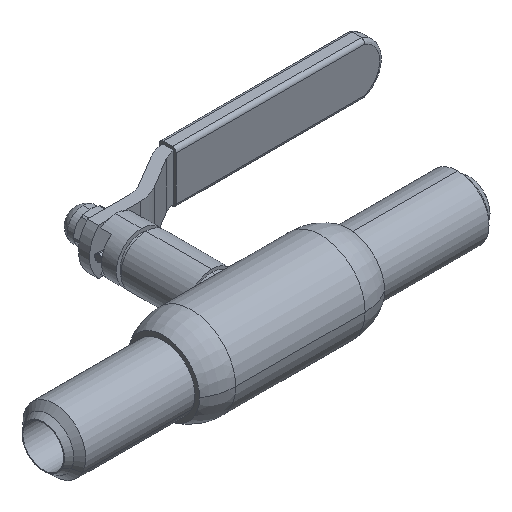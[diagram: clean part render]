
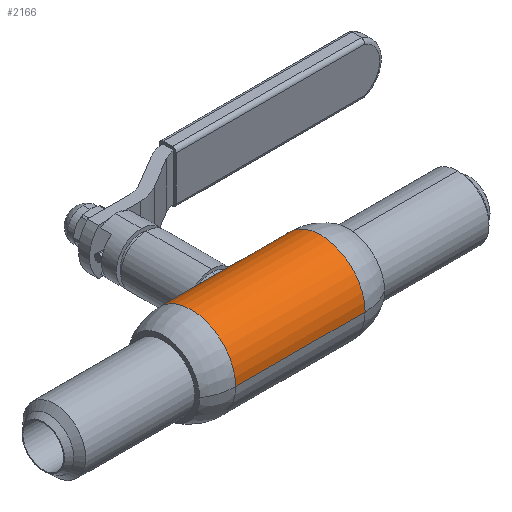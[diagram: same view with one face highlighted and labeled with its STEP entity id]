
A CAD part, isometric view. The second image highlights one B-rep face of the part: STEP entity #2166.
In plain terms, the highlighted cylindrical face has radius 24 mm (diameter 48 mm), a partial arc.
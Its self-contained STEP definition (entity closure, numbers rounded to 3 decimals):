
#41 = EDGE_CURVE ( 'NONE', #5517, #931, #6548, .T. ) ;
#137 = DIRECTION ( 'NONE',  ( -1., 0., 0. ) ) ;
#256 = EDGE_CURVE ( 'NONE', #2138, #6463, #8970, .T. ) ;
#411 = CARTESIAN_POINT ( 'NONE',  ( 0., 20.785, 12. ) ) ;
#491 = CARTESIAN_POINT ( 'NONE',  ( 3.16, 21.009, 11.604 ) ) ;
#496 = FACE_OUTER_BOUND ( 'NONE', #5030, .T. ) ;
#604 = LINE ( 'NONE', #4202, #7828 ) ;
#611 = EDGE_CURVE ( 'NONE', #2138, #931, #5773, .T. ) ;
#663 = VERTEX_POINT ( 'NONE', #2237 ) ;
#682 = CARTESIAN_POINT ( 'NONE',  ( 11.98, 23.99, 0.794 ) ) ;
#931 = VERTEX_POINT ( 'NONE', #950 ) ;
#950 = CARTESIAN_POINT ( 'NONE',  ( -35., 24., 0. ) ) ;
#1054 = CARTESIAN_POINT ( 'NONE',  ( -7.328, 22.03, 9.534 ) ) ;
#1101 = ORIENTED_EDGE ( 'NONE', *, *, #7101, .F. ) ;
#1157 = CARTESIAN_POINT ( 'NONE',  ( -9.002, 22.649, 7.945 ) ) ;
#1198 = LINE ( 'NONE', #6231, #7269 ) ;
#1221 = DIRECTION ( 'NONE',  ( -1., 0., 0. ) ) ;
#1229 = ORIENTED_EDGE ( 'NONE', *, *, #3883, .T. ) ;
#1248 = EDGE_CURVE ( 'NONE', #6463, #5133, #7370, .T. ) ;
#1308 = CARTESIAN_POINT ( 'NONE',  ( 0.397, 20.785, 12. ) ) ;
#1350 = CARTESIAN_POINT ( 'NONE',  ( 9.033, 22.657, 7.937 ) ) ;
#1399 = CARTESIAN_POINT ( 'NONE',  ( 10.378, 23.231, 6.037 ) ) ;
#1447 = CARTESIAN_POINT ( 'NONE',  ( 0., 20.785, 12. ) ) ;
#1626 = CARTESIAN_POINT ( 'NONE',  ( -11.84, 23.92, 1.995 ) ) ;
#1801 = CARTESIAN_POINT ( 'NONE',  ( -6.021, 21.637, 10.387 ) ) ;
#1902 = CARTESIAN_POINT ( 'NONE',  ( -9.497, 22.851, 7.345 ) ) ;
#2011 = CARTESIAN_POINT ( 'NONE',  ( 12., 24., 0.397 ) ) ;
#2099 = CARTESIAN_POINT ( 'NONE',  ( -35., 0., 0. ) ) ;
#2101 = CARTESIAN_POINT ( 'NONE',  ( 7.928, 22.244, 9.016 ) ) ;
#2125 = EDGE_CURVE ( 'NONE', #663, #4678, #2767, .T. ) ;
#2138 = VERTEX_POINT ( 'NONE', #7670 ) ;
#2166 = ADVANCED_FACE ( 'NONE', ( #496 ), #3385, .T. ) ;
#2237 = CARTESIAN_POINT ( 'NONE',  ( 35., -24., 0. ) ) ;
#2285 = CARTESIAN_POINT ( 'NONE',  ( -10.755, 23.401, 5.38 ) ) ;
#2289 = CARTESIAN_POINT ( 'NONE',  ( 12., 24., 0. ) ) ;
#2420 = CARTESIAN_POINT ( 'NONE',  ( -11.584, 23.795, 3.155 ) ) ;
#2626 = DIRECTION ( 'NONE',  ( 0., -1., 0. ) ) ;
#2651 = CARTESIAN_POINT ( 'NONE',  ( -2.76, 20.963, 11.685 ) ) ;
#2667 = DIRECTION ( 'NONE',  ( 0., -1., 0. ) ) ;
#2767 = CIRCLE ( 'NONE', #8043, 24. ) ;
#2811 = CARTESIAN_POINT ( 'NONE',  ( 0.796, 20.796, 11.98 ) ) ;
#2989 = CARTESIAN_POINT ( 'NONE',  ( -12., 24., 0. ) ) ;
#3225 = CARTESIAN_POINT ( 'NONE',  ( -7.923, 22.238, 9.045 ) ) ;
#3362 = CARTESIAN_POINT ( 'NONE',  ( -3.148, 21.018, 11.586 ) ) ;
#3378 = CARTESIAN_POINT ( 'NONE',  ( 3.912, 21.138, 11.372 ) ) ;
#3385 = CYLINDRICAL_SURFACE ( 'NONE', #4579, 24. ) ;
#3608 = ORIENTED_EDGE ( 'NONE', *, *, #41, .F. ) ;
#3883 = EDGE_CURVE ( 'NONE', #4678, #5133, #604, .T. ) ;
#3929 = CARTESIAN_POINT ( 'NONE',  ( -3.902, 21.144, 11.355 ) ) ;
#3982 = CARTESIAN_POINT ( 'NONE',  ( -1.585, 20.83, 11.922 ) ) ;
#4068 = DIRECTION ( 'NONE',  ( -1., 0., 0. ) ) ;
#4202 = CARTESIAN_POINT ( 'NONE',  ( 0., 24., 0. ) ) ;
#4221 = CARTESIAN_POINT ( 'NONE',  ( 10.75, 23.399, 5.348 ) ) ;
#4320 = CARTESIAN_POINT ( 'NONE',  ( 1.597, 20.842, 11.9 ) ) ;
#4342 = DIRECTION ( 'NONE',  ( -1., 0., 0. ) ) ;
#4579 = AXIS2_PLACEMENT_3D ( 'NONE', #6256, #9135, #2667 ) ;
#4678 = VERTEX_POINT ( 'NONE', #6974 ) ;
#4734 = CARTESIAN_POINT ( 'NONE',  ( -5.337, 21.456, 10.755 ) ) ;
#4783 = CARTESIAN_POINT ( 'NONE',  ( -6.356, 21.733, 10.186 ) ) ;
#4841 = CARTESIAN_POINT ( 'NONE',  ( 6.054, 21.64, 10.39 ) ) ;
#4982 = DIRECTION ( 'NONE',  ( -1., 0., 0. ) ) ;
#4985 = CARTESIAN_POINT ( 'NONE',  ( 11.901, 23.951, 1.587 ) ) ;
#5030 = EDGE_LOOP ( 'NONE', ( #7538, #1229, #5668, #6058, #6039, #3608, #1101 ) ) ;
#5133 = VERTEX_POINT ( 'NONE', #2289 ) ;
#5258 = CARTESIAN_POINT ( 'NONE',  ( -11.682, 23.843, 2.772 ) ) ;
#5306 = CARTESIAN_POINT ( 'NONE',  ( -11.215, 23.617, 4.288 ) ) ;
#5517 = VERTEX_POINT ( 'NONE', #6470 ) ;
#5534 = CARTESIAN_POINT ( 'NONE',  ( -4.269, 21.216, 11.222 ) ) ;
#5591 = CARTESIAN_POINT ( 'NONE',  ( 11.371, 23.69, 3.914 ) ) ;
#5668 = ORIENTED_EDGE ( 'NONE', *, *, #1248, .F. ) ;
#5685 = CARTESIAN_POINT ( 'NONE',  ( 7.017, 21.935, 9.742 ) ) ;
#5773 = LINE ( 'NONE', #8660, #8077 ) ;
#5806 = AXIS2_PLACEMENT_3D ( 'NONE', #2099, #4982, #7850 ) ;
#5865 = CARTESIAN_POINT ( 'NONE',  ( -12., 24., 0.4 ) ) ;
#5955 = CARTESIAN_POINT ( 'NONE',  ( -11.899, 23.95, 1.602 ) ) ;
#6039 = ORIENTED_EDGE ( 'NONE', *, *, #611, .T. ) ;
#6058 = ORIENTED_EDGE ( 'NONE', *, *, #256, .F. ) ;
#6169 = CARTESIAN_POINT ( 'NONE',  ( 35., 0., 0. ) ) ;
#6231 = CARTESIAN_POINT ( 'NONE',  ( 0., -24., 0. ) ) ;
#6250 = CARTESIAN_POINT ( 'NONE',  ( 5.371, 21.455, 10.76 ) ) ;
#6256 = CARTESIAN_POINT ( 'NONE',  ( 0., 0., 0. ) ) ;
#6300 = CARTESIAN_POINT ( 'NONE',  ( 7.328, 22.037, 9.511 ) ) ;
#6346 = CARTESIAN_POINT ( 'NONE',  ( 1.993, 20.876, 11.84 ) ) ;
#6463 = VERTEX_POINT ( 'NONE', #411 ) ;
#6470 = CARTESIAN_POINT ( 'NONE',  ( -35., -24., 0. ) ) ;
#6548 = CIRCLE ( 'NONE', #5806, 24. ) ;
#6748 = CARTESIAN_POINT ( 'NONE',  ( -10.384, 23.231, 6.065 ) ) ;
#6974 = CARTESIAN_POINT ( 'NONE',  ( 35., 24., 0. ) ) ;
#7085 = CARTESIAN_POINT ( 'NONE',  ( 11.603, 23.804, 3.163 ) ) ;
#7101 = EDGE_CURVE ( 'NONE', #663, #5517, #1198, .T. ) ;
#7269 = VECTOR ( 'NONE', #4068, 1000. ) ;
#7370 = B_SPLINE_CURVE_WITH_KNOTS ( 'NONE', 3,
 ( #1447, #1308, #2811, #4320, #6346, #491, #3378, #6250, #4841, #5685, #6300, #2101, #9229, #1350, #8572, #7709, #1399, #4221, #9178, #5591, #7085, #8481, #4985, #682, #2011, #7852 ),
 .UNSPECIFIED., .F., .F.,
 ( 4, 2, 2, 2, 2, 2, 2, 2, 2, 2, 2, 2, 4 ),
 ( 0.038, 0.039, 0.041, 0.043, 0.045, 0.047, 0.048, 0.05, 0.051, 0.052, 0.055, 0.056, 0.057 ),
 .UNSPECIFIED. ) ;
#7506 = CARTESIAN_POINT ( 'NONE',  ( -8.741, 22.547, 8.23 ) ) ;
#7538 = ORIENTED_EDGE ( 'NONE', *, *, #2125, .T. ) ;
#7650 = CARTESIAN_POINT ( 'NONE',  ( -4.987, 21.372, 10.922 ) ) ;
#7670 = CARTESIAN_POINT ( 'NONE',  ( -12., 24., 0. ) ) ;
#7709 = CARTESIAN_POINT ( 'NONE',  ( 10.174, 23.14, 6.375 ) ) ;
#7828 = VECTOR ( 'NONE', #4342, 1000. ) ;
#7850 = DIRECTION ( 'NONE',  ( 0., -1., 0. ) ) ;
#7852 = CARTESIAN_POINT ( 'NONE',  ( 12., 24., 0. ) ) ;
#8043 = AXIS2_PLACEMENT_3D ( 'NONE', #6169, #1221, #2626 ) ;
#8077 = VECTOR ( 'NONE', #137, 1000. ) ;
#8084 = CARTESIAN_POINT ( 'NONE',  ( -11.98, 23.99, 0.805 ) ) ;
#8263 = CARTESIAN_POINT ( 'NONE',  ( -9.732, 22.949, 7.032 ) ) ;
#8420 = CARTESIAN_POINT ( 'NONE',  ( -0.795, 20.785, 12. ) ) ;
#8481 = CARTESIAN_POINT ( 'NONE',  ( 11.841, 23.921, 1.985 ) ) ;
#8572 = CARTESIAN_POINT ( 'NONE',  ( 9.523, 22.859, 7.343 ) ) ;
#8660 = CARTESIAN_POINT ( 'NONE',  ( 0., 24., 0. ) ) ;
#8748 = CARTESIAN_POINT ( 'NONE',  ( -11.351, 23.682, 3.912 ) ) ;
#8970 = B_SPLINE_CURVE_WITH_KNOTS ( 'NONE', 3,
 ( #2989, #5865, #8084, #5955, #1626, #5258, #2420, #8748, #5306, #2285, #6748, #8263, #1902, #1157, #7506, #3225, #1054, #4783, #1801, #4734, #7650, #5534, #3929, #3362, #2651, #3982, #8420, #9027 ),
 .UNSPECIFIED., .F., .F.,
 ( 4, 2, 2, 2, 2, 2, 2, 2, 2, 2, 2, 2, 2, 4 ),
 ( 0.019, 0.02, 0.021, 0.023, 0.024, 0.026, 0.027, 0.029, 0.031, 0.032, 0.033, 0.035, 0.036, 0.038 ),
 .UNSPECIFIED. ) ;
#9027 = CARTESIAN_POINT ( 'NONE',  ( 0., 20.785, 12. ) ) ;
#9135 = DIRECTION ( 'NONE',  ( -1., 0., 0. ) ) ;
#9178 = CARTESIAN_POINT ( 'NONE',  ( 10.918, 23.477, 4.995 ) ) ;
#9229 = CARTESIAN_POINT ( 'NONE',  ( 8.216, 22.348, 8.755 ) ) ;
